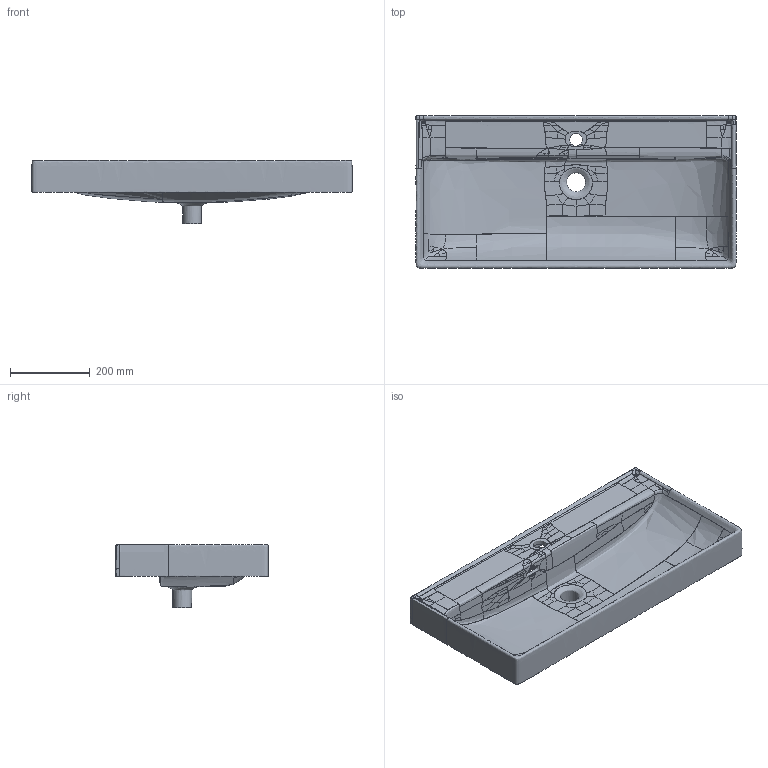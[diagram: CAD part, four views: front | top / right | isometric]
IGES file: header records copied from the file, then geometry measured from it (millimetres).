
Global section: file name: 20HEsvit 2024 Eyl; native system: Rhinoceros ( Dec  8 2020 ); preprocessor: Trout Lake IGES 012 Dec  8 2020; date: 241216.113654; units: centimetre
Bounding box: 802 x 382 x 158 mm (x, y, z)
Surface area: 620719.4 mm2 (no closed solid volume)
Topology: 0 solids, 0 shells, 247 faces, 986 edges, 984 vertices
Faces by surface type: bspline 247
